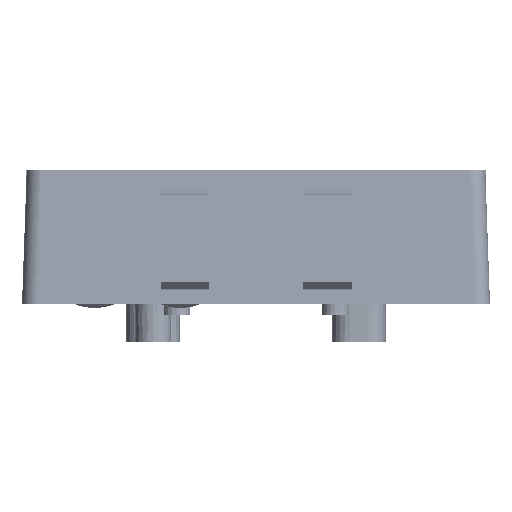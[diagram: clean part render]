
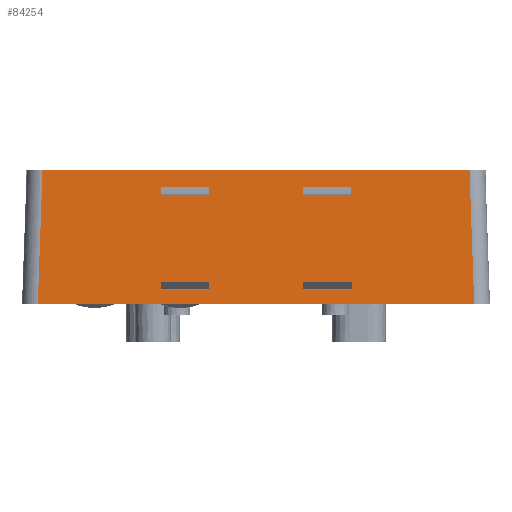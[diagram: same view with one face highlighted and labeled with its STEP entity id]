
A CAD part, left-side view. The second image highlights one B-rep face of the part: STEP entity #84254.
In plain terms, the highlighted planar face has unit normal (-0.999, 0, 0.035).
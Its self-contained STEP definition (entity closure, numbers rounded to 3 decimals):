
#84098=AXIS2_PLACEMENT_3D('Plane Axis2P3D',#84095,#84096,#84097) ;
#78777=CARTESIAN_POINT('Vertex',(-192.413,67.416,2.5)) ;
#78780=CARTESIAN_POINT('Line Origine',(-192.413,0.,2.5)) ;
#78784=CARTESIAN_POINT('Vertex',(-192.413,-67.416,2.5)) ;
#84080=CARTESIAN_POINT('Vertex',(-193.897,68.9,-40.)) ;
#84083=CARTESIAN_POINT('Line Origine',(-193.155,68.158,-18.75)) ;
#84095=CARTESIAN_POINT('Axis2P3D Location',(-192.5,36.25,0.)) ;
#84100=CARTESIAN_POINT('Line Origine',(-193.897,0.,-40.)) ;
#84104=CARTESIAN_POINT('Vertex',(-193.897,-68.9,-40.)) ;
#84107=CARTESIAN_POINT('Line Origine',(-193.155,-68.158,-18.75)) ;
#84118=CARTESIAN_POINT('Line Origine',(-192.643,30.127,-4.101)) ;
#84122=CARTESIAN_POINT('Vertex',(-192.6,30.126,-2.874)) ;
#84124=CARTESIAN_POINT('Vertex',(-192.686,30.129,-5.329)) ;
#84127=CARTESIAN_POINT('Line Origine',(-192.6,22.5,-2.874)) ;
#84131=CARTESIAN_POINT('Vertex',(-192.6,14.874,-2.874)) ;
#84134=CARTESIAN_POINT('Line Origine',(-192.643,14.873,-4.101)) ;
#84138=CARTESIAN_POINT('Vertex',(-192.686,14.871,-5.329)) ;
#84141=CARTESIAN_POINT('Line Origine',(-192.686,22.5,-5.329)) ;
#84152=CARTESIAN_POINT('Line Origine',(-192.686,-22.5,-5.329)) ;
#84156=CARTESIAN_POINT('Vertex',(-192.686,-14.871,-5.329)) ;
#84158=CARTESIAN_POINT('Vertex',(-192.686,-30.129,-5.329)) ;
#84161=CARTESIAN_POINT('Line Origine',(-192.643,-14.873,-4.101)) ;
#84165=CARTESIAN_POINT('Vertex',(-192.6,-14.874,-2.874)) ;
#84168=CARTESIAN_POINT('Line Origine',(-192.6,-22.5,-2.874)) ;
#84172=CARTESIAN_POINT('Vertex',(-192.6,-30.126,-2.874)) ;
#84175=CARTESIAN_POINT('Line Origine',(-192.643,-30.127,-4.101)) ;
#84186=CARTESIAN_POINT('Line Origine',(-193.647,-22.556,-32.838)) ;
#84190=CARTESIAN_POINT('Vertex',(-193.647,-14.894,-32.838)) ;
#84192=CARTESIAN_POINT('Vertex',(-193.647,-30.218,-32.838)) ;
#84195=CARTESIAN_POINT('Line Origine',(-193.691,-30.22,-34.102)) ;
#84199=CARTESIAN_POINT('Vertex',(-193.735,-30.221,-35.365)) ;
#84202=CARTESIAN_POINT('Line Origine',(-193.735,-22.556,-35.365)) ;
#84206=CARTESIAN_POINT('Vertex',(-193.735,-14.891,-35.365)) ;
#84209=CARTESIAN_POINT('Line Origine',(-193.691,-14.892,-34.102)) ;
#84220=CARTESIAN_POINT('Line Origine',(-193.647,22.444,-32.838)) ;
#84224=CARTESIAN_POINT('Vertex',(-193.647,30.106,-32.838)) ;
#84226=CARTESIAN_POINT('Vertex',(-193.647,14.782,-32.838)) ;
#84229=CARTESIAN_POINT('Line Origine',(-193.691,14.78,-34.102)) ;
#84233=CARTESIAN_POINT('Vertex',(-193.735,14.779,-35.365)) ;
#84236=CARTESIAN_POINT('Line Origine',(-193.735,22.444,-35.365)) ;
#84240=CARTESIAN_POINT('Vertex',(-193.735,30.109,-35.365)) ;
#84243=CARTESIAN_POINT('Line Origine',(-193.691,30.108,-34.102)) ;
#78781=DIRECTION('Vector Direction',(0.,1.,0.)) ;
#84084=DIRECTION('Vector Direction',(-0.035,0.035,-0.999)) ;
#84096=DIRECTION('Axis2P3D Direction',(-0.999,0.,0.035)) ;
#84097=DIRECTION('Axis2P3D XDirection',(0.,1.,0.)) ;
#84101=DIRECTION('Vector Direction',(0.,-1.,0.)) ;
#84108=DIRECTION('Vector Direction',(-0.035,-0.035,-0.999)) ;
#84119=DIRECTION('Vector Direction',(-0.035,0.001,-0.999)) ;
#84128=DIRECTION('Vector Direction',(0.,-1.,0.)) ;
#84135=DIRECTION('Vector Direction',(0.035,0.001,0.999)) ;
#84142=DIRECTION('Vector Direction',(0.,-1.,0.)) ;
#84153=DIRECTION('Vector Direction',(0.,-1.,0.)) ;
#84162=DIRECTION('Vector Direction',(-0.035,0.001,-0.999)) ;
#84169=DIRECTION('Vector Direction',(0.,-1.,0.)) ;
#84176=DIRECTION('Vector Direction',(0.035,0.001,0.999)) ;
#84187=DIRECTION('Vector Direction',(0.,-1.,0.)) ;
#84196=DIRECTION('Vector Direction',(0.035,0.001,0.999)) ;
#84203=DIRECTION('Vector Direction',(0.,-1.,0.)) ;
#84210=DIRECTION('Vector Direction',(-0.035,0.001,-0.999)) ;
#84221=DIRECTION('Vector Direction',(0.,-1.,0.)) ;
#84230=DIRECTION('Vector Direction',(0.035,0.001,0.999)) ;
#84237=DIRECTION('Vector Direction',(0.,-1.,0.)) ;
#84244=DIRECTION('Vector Direction',(-0.035,0.001,-0.999)) ;
#78782=VECTOR('Line Direction',#78781,1.) ;
#84085=VECTOR('Line Direction',#84084,1.) ;
#84102=VECTOR('Line Direction',#84101,1.) ;
#84109=VECTOR('Line Direction',#84108,1.) ;
#84120=VECTOR('Line Direction',#84119,1.) ;
#84129=VECTOR('Line Direction',#84128,1.) ;
#84136=VECTOR('Line Direction',#84135,1.) ;
#84143=VECTOR('Line Direction',#84142,1.) ;
#84154=VECTOR('Line Direction',#84153,1.) ;
#84163=VECTOR('Line Direction',#84162,1.) ;
#84170=VECTOR('Line Direction',#84169,1.) ;
#84177=VECTOR('Line Direction',#84176,1.) ;
#84188=VECTOR('Line Direction',#84187,1.) ;
#84197=VECTOR('Line Direction',#84196,1.) ;
#84204=VECTOR('Line Direction',#84203,1.) ;
#84211=VECTOR('Line Direction',#84210,1.) ;
#84222=VECTOR('Line Direction',#84221,1.) ;
#84231=VECTOR('Line Direction',#84230,1.) ;
#84238=VECTOR('Line Direction',#84237,1.) ;
#84245=VECTOR('Line Direction',#84244,1.) ;
#84113=ORIENTED_EDGE('',*,*,#84106,.T.) ;
#84114=ORIENTED_EDGE('',*,*,#84111,.F.) ;
#84115=ORIENTED_EDGE('',*,*,#78786,.T.) ;
#84116=ORIENTED_EDGE('',*,*,#84087,.T.) ;
#84147=ORIENTED_EDGE('',*,*,#84126,.F.) ;
#84148=ORIENTED_EDGE('',*,*,#84133,.T.) ;
#84149=ORIENTED_EDGE('',*,*,#84140,.F.) ;
#84150=ORIENTED_EDGE('',*,*,#84145,.F.) ;
#84181=ORIENTED_EDGE('',*,*,#84160,.F.) ;
#84182=ORIENTED_EDGE('',*,*,#84167,.F.) ;
#84183=ORIENTED_EDGE('',*,*,#84174,.T.) ;
#84184=ORIENTED_EDGE('',*,*,#84179,.F.) ;
#84215=ORIENTED_EDGE('',*,*,#84194,.T.) ;
#84216=ORIENTED_EDGE('',*,*,#84201,.F.) ;
#84217=ORIENTED_EDGE('',*,*,#84208,.F.) ;
#84218=ORIENTED_EDGE('',*,*,#84213,.F.) ;
#84249=ORIENTED_EDGE('',*,*,#84228,.T.) ;
#84250=ORIENTED_EDGE('',*,*,#84235,.F.) ;
#84251=ORIENTED_EDGE('',*,*,#84242,.F.) ;
#84252=ORIENTED_EDGE('',*,*,#84247,.F.) ;
#84151=FACE_BOUND('',#84146,.T.) ;
#84185=FACE_BOUND('',#84180,.T.) ;
#84219=FACE_BOUND('',#84214,.T.) ;
#84253=FACE_BOUND('',#84248,.T.) ;
#84254=ADVANCED_FACE('105\\76\\MANIFOLD_SOLID_BREP #96864',(#84117,#84151,#84185,#84219,#84253),#84099,.T.) ;
#78786=EDGE_CURVE('',#78785,#78778,#78783,.T.) ;
#84087=EDGE_CURVE('',#78778,#84081,#84086,.T.) ;
#84106=EDGE_CURVE('',#84081,#84105,#84103,.T.) ;
#84111=EDGE_CURVE('',#78785,#84105,#84110,.T.) ;
#84126=EDGE_CURVE('',#84123,#84125,#84121,.T.) ;
#84133=EDGE_CURVE('',#84123,#84132,#84130,.T.) ;
#84140=EDGE_CURVE('',#84139,#84132,#84137,.T.) ;
#84145=EDGE_CURVE('',#84125,#84139,#84144,.T.) ;
#84160=EDGE_CURVE('',#84157,#84159,#84155,.T.) ;
#84167=EDGE_CURVE('',#84166,#84157,#84164,.T.) ;
#84174=EDGE_CURVE('',#84166,#84173,#84171,.T.) ;
#84179=EDGE_CURVE('',#84159,#84173,#84178,.T.) ;
#84194=EDGE_CURVE('',#84191,#84193,#84189,.T.) ;
#84201=EDGE_CURVE('',#84200,#84193,#84198,.T.) ;
#84208=EDGE_CURVE('',#84207,#84200,#84205,.T.) ;
#84213=EDGE_CURVE('',#84191,#84207,#84212,.T.) ;
#84228=EDGE_CURVE('',#84225,#84227,#84223,.T.) ;
#84235=EDGE_CURVE('',#84234,#84227,#84232,.T.) ;
#84242=EDGE_CURVE('',#84241,#84234,#84239,.T.) ;
#84247=EDGE_CURVE('',#84225,#84241,#84246,.T.) ;
#84112=EDGE_LOOP('',(#84113,#84114,#84115,#84116)) ;
#84146=EDGE_LOOP('',(#84147,#84148,#84149,#84150)) ;
#84180=EDGE_LOOP('',(#84181,#84182,#84183,#84184)) ;
#84214=EDGE_LOOP('',(#84215,#84216,#84217,#84218)) ;
#84248=EDGE_LOOP('',(#84249,#84250,#84251,#84252)) ;
#84117=FACE_OUTER_BOUND('',#84112,.T.) ;
#78783=LINE('Line',#78780,#78782) ;
#84086=LINE('Line',#84083,#84085) ;
#84103=LINE('Line',#84100,#84102) ;
#84110=LINE('Line',#84107,#84109) ;
#84121=LINE('Line',#84118,#84120) ;
#84130=LINE('Line',#84127,#84129) ;
#84137=LINE('Line',#84134,#84136) ;
#84144=LINE('Line',#84141,#84143) ;
#84155=LINE('Line',#84152,#84154) ;
#84164=LINE('Line',#84161,#84163) ;
#84171=LINE('Line',#84168,#84170) ;
#84178=LINE('Line',#84175,#84177) ;
#84189=LINE('Line',#84186,#84188) ;
#84198=LINE('Line',#84195,#84197) ;
#84205=LINE('Line',#84202,#84204) ;
#84212=LINE('Line',#84209,#84211) ;
#84223=LINE('Line',#84220,#84222) ;
#84232=LINE('Line',#84229,#84231) ;
#84239=LINE('Line',#84236,#84238) ;
#84246=LINE('Line',#84243,#84245) ;
#84099=PLANE('',#84098) ;
#78778=VERTEX_POINT('',#78777) ;
#78785=VERTEX_POINT('',#78784) ;
#84081=VERTEX_POINT('',#84080) ;
#84105=VERTEX_POINT('',#84104) ;
#84123=VERTEX_POINT('',#84122) ;
#84125=VERTEX_POINT('',#84124) ;
#84132=VERTEX_POINT('',#84131) ;
#84139=VERTEX_POINT('',#84138) ;
#84157=VERTEX_POINT('',#84156) ;
#84159=VERTEX_POINT('',#84158) ;
#84166=VERTEX_POINT('',#84165) ;
#84173=VERTEX_POINT('',#84172) ;
#84191=VERTEX_POINT('',#84190) ;
#84193=VERTEX_POINT('',#84192) ;
#84200=VERTEX_POINT('',#84199) ;
#84207=VERTEX_POINT('',#84206) ;
#84225=VERTEX_POINT('',#84224) ;
#84227=VERTEX_POINT('',#84226) ;
#84234=VERTEX_POINT('',#84233) ;
#84241=VERTEX_POINT('',#84240) ;
